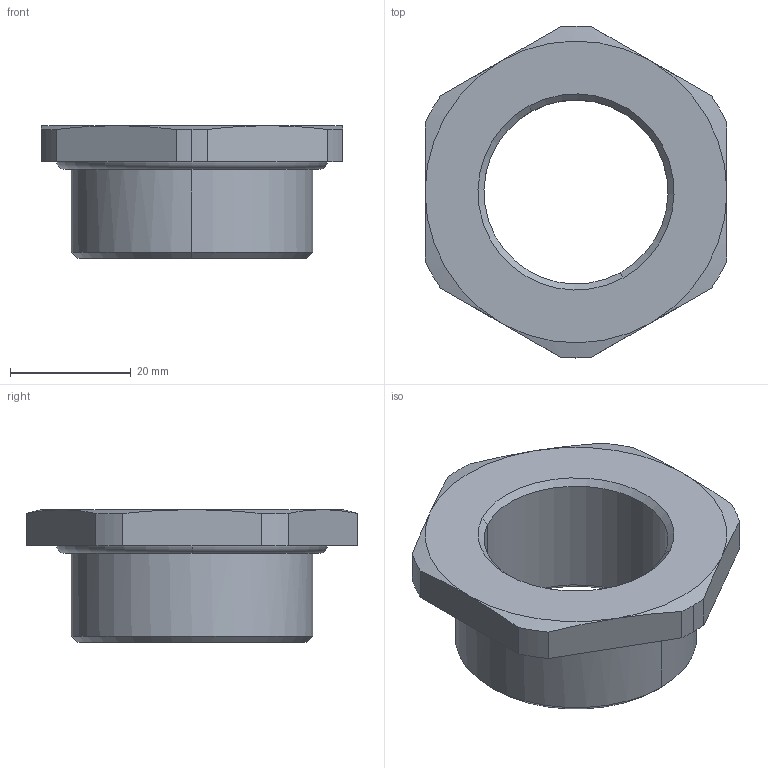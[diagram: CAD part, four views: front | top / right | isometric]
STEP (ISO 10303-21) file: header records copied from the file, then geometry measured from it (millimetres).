
FILE_DESCRIPTION(('CATIA V5 STEP Exchange','CAx-IF Rec.Pracs.--- Model Styling and Organization---1.4--- 2014-01-23'),'2;1');
FILE_NAME ('195474-1_1_1262800000_1262800000.stp','2022-01-28T01:36:23+00:00',('none'),('Weidmueller'),'CATIA Version 5-6 Release 2016 SP3 HF44','CATIA V5 STEP AP214','none');
FILE_SCHEMA(('AUTOMOTIVE_DESIGN { 1 0 10303 214 1 1 1 1 }'));
Length unit declared in the file: millimetre
Products named in the file (1): ADAP M40-M32-W
Bounding box: 50 x 55 x 22 mm (x, y, z)
Volume: 17034.3 mm3; surface area: 9319.3 mm2
Topology: 2 solids, 2 shells, 48 faces, 114 edges, 70 vertices
Faces by surface type: cylinder 16, cone 14, plane 10, torus 8
Entity records: 1324 total; most frequent: CARTESIAN_POINT 295, ORIENTED_EDGE 228, DIRECTION 156, EDGE_CURVE 114, AXIS2_PLACEMENT_3D 91, VERTEX_POINT 70, CIRCLE 62, EDGE_LOOP 52
